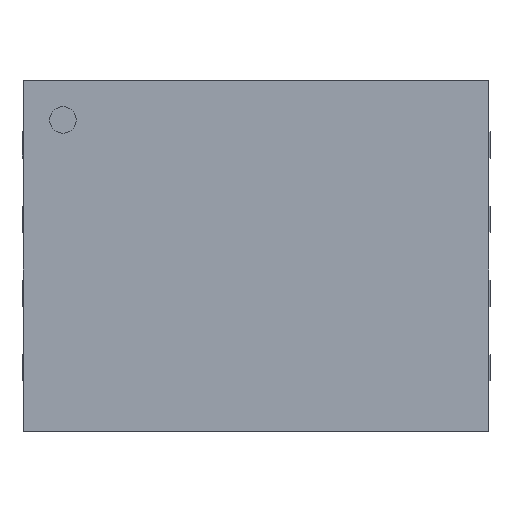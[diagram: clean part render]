
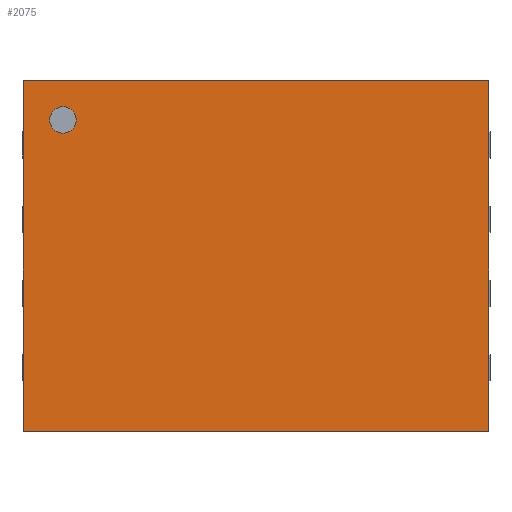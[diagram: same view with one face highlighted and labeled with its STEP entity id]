
A CAD part, top view. The second image highlights one B-rep face of the part: STEP entity #2075.
In plain terms, the highlighted planar face has unit normal (0, 0, 1).
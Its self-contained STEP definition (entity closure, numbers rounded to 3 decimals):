
#504 = VERTEX_POINT('',#505);
#505 = CARTESIAN_POINT('',(-3.975,-3.,0.871));
#513 = VERTEX_POINT('',#514);
#514 = CARTESIAN_POINT('',(3.975,-3.,0.871));
#520 = EDGE_CURVE('',#513,#504,#521,.T.);
#521 = LINE('',#522,#523);
#522 = CARTESIAN_POINT('',(3.975,-3.,0.871));
#523 = VECTOR('',#524,1.);
#524 = DIRECTION('',(-1.,-0.,-0.));
#535 = VERTEX_POINT('',#536);
#536 = CARTESIAN_POINT('',(-3.975,3.,0.871));
#636 = EDGE_CURVE('',#504,#535,#637,.T.);
#637 = LINE('',#638,#639);
#638 = CARTESIAN_POINT('',(-3.975,-3.,0.871));
#639 = VECTOR('',#640,1.);
#640 = DIRECTION('',(0.,1.,0.));
#1239 = VERTEX_POINT('',#1240);
#1240 = CARTESIAN_POINT('',(3.975,3.,0.871));
#1248 = EDGE_CURVE('',#535,#1239,#1249,.T.);
#1249 = LINE('',#1250,#1251);
#1250 = CARTESIAN_POINT('',(-3.975,3.,0.871));
#1251 = VECTOR('',#1252,1.);
#1252 = DIRECTION('',(1.,0.,0.));
#1262 = EDGE_CURVE('',#1239,#513,#1263,.T.);
#1263 = LINE('',#1264,#1265);
#1264 = CARTESIAN_POINT('',(3.975,3.,0.871));
#1265 = VECTOR('',#1266,1.);
#1266 = DIRECTION('',(0.,-1.,0.));
#2075 = ADVANCED_FACE('',(#2076,#2082),#2102,.T.);
#2076 = FACE_BOUND('',#2077,.T.);
#2077 = EDGE_LOOP('',(#2078,#2079,#2080,#2081));
#2078 = ORIENTED_EDGE('',*,*,#1262,.F.);
#2079 = ORIENTED_EDGE('',*,*,#1248,.F.);
#2080 = ORIENTED_EDGE('',*,*,#636,.F.);
#2081 = ORIENTED_EDGE('',*,*,#520,.F.);
#2082 = FACE_BOUND('',#2083,.T.);
#2083 = EDGE_LOOP('',(#2084,#2095));
#2084 = ORIENTED_EDGE('',*,*,#2085,.T.);
#2085 = EDGE_CURVE('',#2086,#2088,#2090,.T.);
#2086 = VERTEX_POINT('',#2087);
#2087 = CARTESIAN_POINT('',(-3.075,2.325,0.871));
#2088 = VERTEX_POINT('',#2089);
#2089 = CARTESIAN_POINT('',(-3.525,2.325,0.871));
#2090 = CIRCLE('',#2091,0.225);
#2091 = AXIS2_PLACEMENT_3D('',#2092,#2093,#2094);
#2092 = CARTESIAN_POINT('',(-3.3,2.325,0.871));
#2093 = DIRECTION('',(0.,0.,-1.));
#2094 = DIRECTION('',(-1.,0.,0.));
#2095 = ORIENTED_EDGE('',*,*,#2096,.T.);
#2096 = EDGE_CURVE('',#2088,#2086,#2097,.T.);
#2097 = CIRCLE('',#2098,0.225);
#2098 = AXIS2_PLACEMENT_3D('',#2099,#2100,#2101);
#2099 = CARTESIAN_POINT('',(-3.3,2.325,0.871));
#2100 = DIRECTION('',(0.,0.,-1.));
#2101 = DIRECTION('',(-1.,0.,0.));
#2102 = PLANE('',#2103);
#2103 = AXIS2_PLACEMENT_3D('',#2104,#2105,#2106);
#2104 = CARTESIAN_POINT('',(-3.975,3.,0.871));
#2105 = DIRECTION('',(0.,0.,1.));
#2106 = DIRECTION('',(1.,0.,0.));
